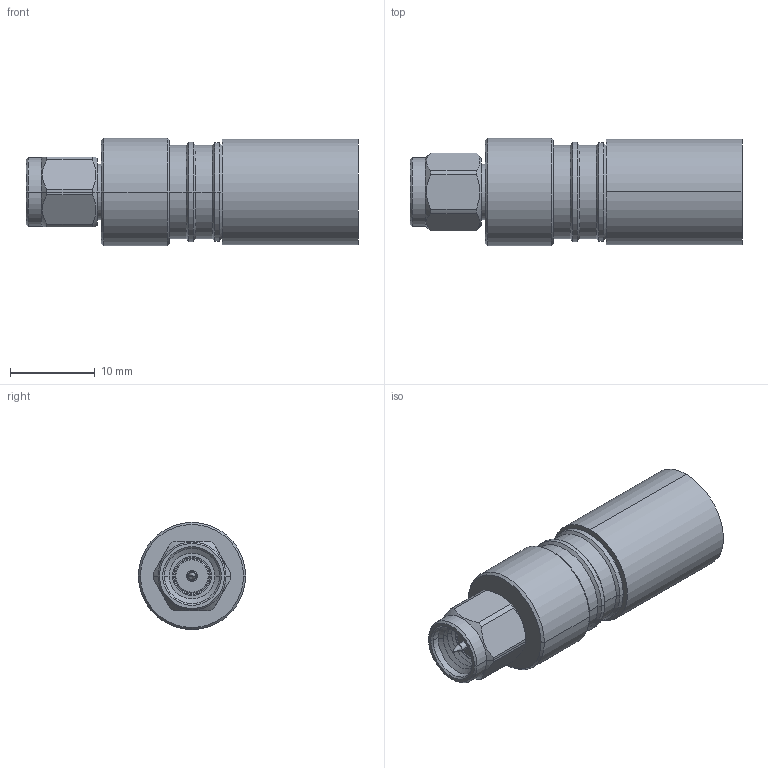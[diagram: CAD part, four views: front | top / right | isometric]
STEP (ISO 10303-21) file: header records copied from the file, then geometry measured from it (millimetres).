
FILE_DESCRIPTION (( 'STEP AP214' ), '1' );
FILE_NAME ('TC-400-SM-X-PE_3D.STEP', '2022-06-03T20:31:11', ( '' ), ( '' ), 'SwSTEP 2.0', 'SolidWorks 2021', '' );
FILE_SCHEMA (( 'AUTOMOTIVE_DESIGN' ));
Length unit declared in the file: inch
Products named in the file (5): TC-400-SM-X_body; TC-400-SM-X-PE_3D; TC-400-SM-X_insulator; TC-400-SM-X_ferrule; TC-400-SM-X_c-contact
Assembly tree (4 placements, depth 2):
  TC-400-SM-X-PE_3D
    TC-400-SM-X_body
    TC-400-SM-X_c-contact
    TC-400-SM-X_insulator
    TC-400-SM-X_ferrule
Bounding box: 39.11 x 12.63 x 12.63 mm (x, y, z)
Volume: 2699.9 mm3; surface area: 3271 mm2
Topology: 4 solids, 4 shells, 137 faces, 285 edges, 170 vertices
Faces by surface type: cylinder 55, cone 50, plane 28, torus 2, sphere 2
Entity records: 3945 total; most frequent: DIRECTION 719, CARTESIAN_POINT 705, ORIENTED_EDGE 566, AXIS2_PLACEMENT_3D 304, EDGE_CURVE 283, VERTEX_POINT 170, CIRCLE 160, EDGE_LOOP 157
